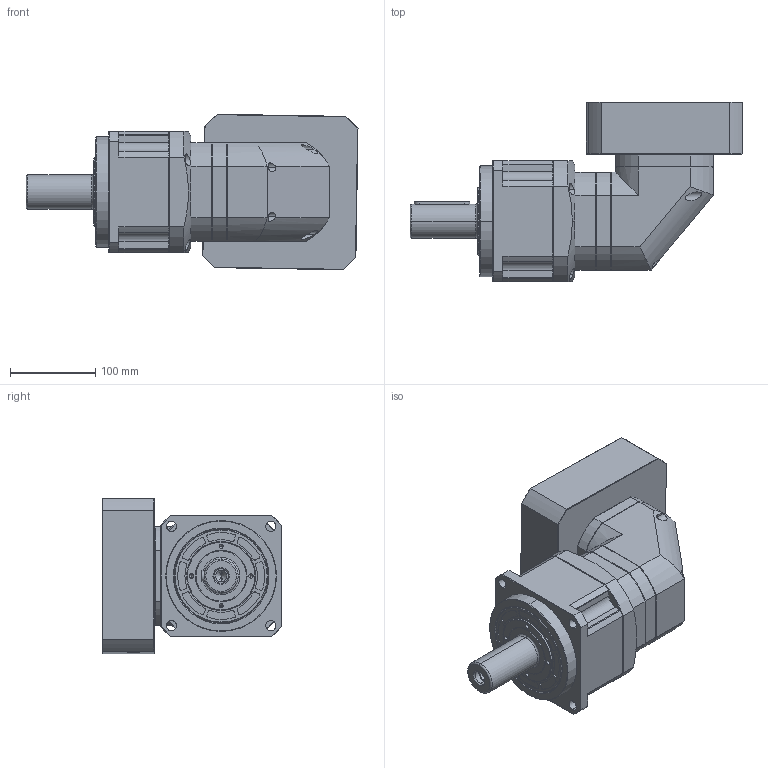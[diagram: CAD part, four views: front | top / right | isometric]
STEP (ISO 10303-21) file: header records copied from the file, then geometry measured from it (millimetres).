
FILE_DESCRIPTION((''),'2;1');
FILE_NAME('TMR142L2-114_3-3510001_ASM','2024-06-24T09:22:29',('mayn'),(''),'CREO PARAMETRIC BY PTC INC, 2020053','CREO PARAMETRIC BY PTC INC, 2020053','');
FILE_SCHEMA(('CONFIG_CONTROL_DESIGN'));
Length unit declared in the file: millimetre
Products named in the file (17): SPRING_LOCK_WASHERS--NORMAL_TYP; HEXAGON_SOCKET_HEAD_CAP_S-18760; HEXAGON_SOCKET_HEAD_CAP_S-18817; TMR1150003; HEX_SOCKET_SET_SCREWS_WITH_FLAT; 65X55X700; TM1420001; HEXAGON_SOCKET_HEAD_CAP_SC-7454; _AKB115_D114_3-M120001; TMR11535100001; TM1420002; TMR1150004; HEXAGON_SOCKET_HEAD_CAP_S-18714; TMR1150001; TMR1150002; TMR142L2-114_3-3510002_ASM; TMR142L2-114_3-3510001_ASM
Assembly tree (50 placements, depth 3):
  TMR142L2-114_3-3510001_ASM
    TMR142L2-114_3-3510002_ASM
      SPRING_LOCK_WASHERS--NORMAL_TYP  x17
      HEXAGON_SOCKET_HEAD_CAP_S-18760  x5
      HEXAGON_SOCKET_HEAD_CAP_S-18817  x13
      TMR1150003
      HEX_SOCKET_SET_SCREWS_WITH_FLAT
      65X55X700
      TM1420001
      HEXAGON_SOCKET_HEAD_CAP_SC-7454  x2
      _AKB115_D114_3-M120001
      TMR11535100001
      TM1420002
      TMR1150004
      HEXAGON_SOCKET_HEAD_CAP_S-18714  x2
      TMR1150001
      TMR1150002
Bounding box: 389.52 x 210.4 x 182.45 mm (x, y, z)
Volume: 5224924.1 mm3; surface area: 498534.9 mm2
Topology: 49 solids, 49 shells, 1573 faces, 3887 edges, 2434 vertices
Faces by surface type: plane 663, cylinder 613, cone 239, torus 58
Entity records: 31123 total; most frequent: CARTESIAN_POINT 6107, DIRECTION 5625, ORIENTED_EDGE 4906, EDGE_CURVE 2453, AXIS2_PLACEMENT_3D 2259, VERTEX_POINT 1584, CIRCLE 1180, EDGE_LOOP 1129
